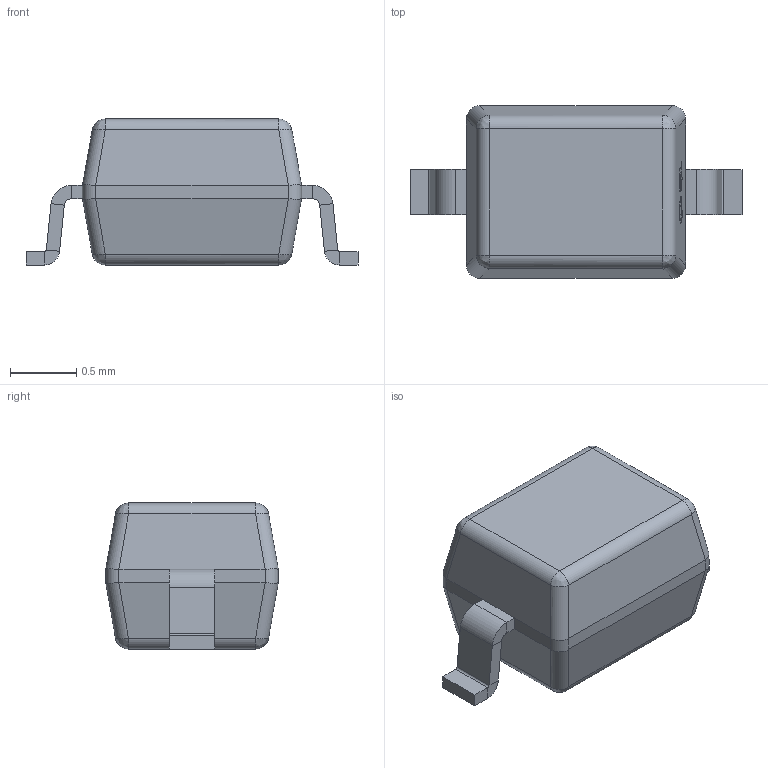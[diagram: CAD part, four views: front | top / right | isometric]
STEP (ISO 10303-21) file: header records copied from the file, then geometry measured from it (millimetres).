
FILE_DESCRIPTION(('Open CASCADE Model'),'2;1');
FILE_NAME('Open CASCADE Shape Model','2025-10-28T16:22:59',('Author'),( 'Open CASCADE'),'Open CASCADE STEP processor 7.9','Open CASCADE 7.9' ,'Unknown');
FILE_SCHEMA(('AUTOMOTIVE_DESIGN { 1 0 10303 214 1 1 1 1 }'));
Length unit declared in the file: millimetre
Products named in the file (1): COMPOUND
Bounding box: 2.5 x 1.3 x 1.1 mm (x, y, z)
Volume: 2.1 mm3; surface area: 10.6 mm2
Topology: 14 solids, 14 shells, 376 faces, 959 edges, 618 vertices
Faces by surface type: bspline 376
Entity records: 14039 total; most frequent: CARTESIAN_POINT 5765, ORIENTED_EDGE 1918, EDGE_CURVE 959, B_SPLINE_CURVE_WITH_KNOTS 895, VERTEX_POINT 618, FACE_BOUND 395, EDGE_LOOP 395, ADVANCED_FACE 376
